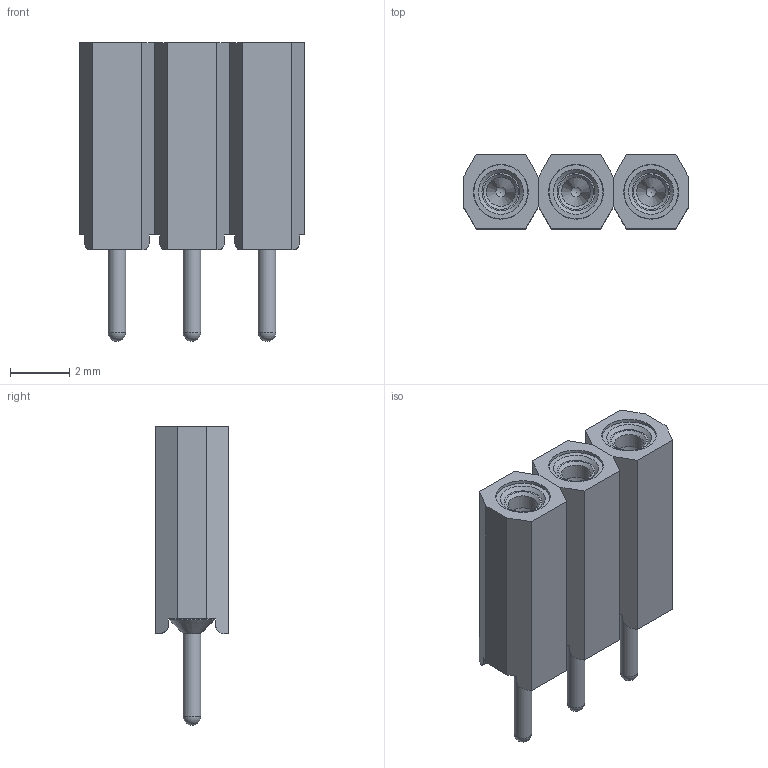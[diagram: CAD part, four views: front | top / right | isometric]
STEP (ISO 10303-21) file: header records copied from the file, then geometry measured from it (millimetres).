
FILE_DESCRIPTION(/* description */ (''),/* implementation_level */ '2;1');
FILE_NAME(/* name */ 'BL53.stp',/* time_stamp */ '2024-03-28T14:49:37+01:00',/* author */ ('t.dahlhaus'),/* organization */ (''),/* preprocessor_version */ 'ST-DEVELOPER v20',/* originating_system */ 'Autodesk Inventor 2024',/* authorisation */ '');
FILE_SCHEMA (('AUTOMOTIVE_DESIGN { 1 0 10303 214 3 1 1 }'));
Length unit declared in the file: millimetre
Products named in the file (6): _BL5STEP; BL5; 001021905; F1600S1420F005B; F1600S1420F003B; F1600S1420F001B
Assembly tree (9 placements, depth 4):
  _BL5STEP
    BL5
      001021905  x3
      F1600S1420F005B  x3
        F1600S1420F003B
        F1600S1420F001B
Bounding box: 7.62 x 2.5 x 10.1 mm (x, y, z)
Volume: 95.4 mm3; surface area: 543.4 mm2
Topology: 9 solids, 9 shells, 117 faces, 252 edges, 159 vertices
Faces by surface type: plane 60, cylinder 33, cone 21, sphere 3
Full cylindrical faces by diameter (mm): 0.6 x3, 0.98 x3, 1.28 x6, 1.54 x3, 1.55 x3, 1.57 x3, 1.83 x3, 1.85 x3
Entity records: 1331 total; most frequent: DIRECTION 220, CARTESIAN_POINT 190, ORIENTED_EDGE 164, AXIS2_PLACEMENT_3D 83, EDGE_CURVE 82, LINE 54, VECTOR 54, VERTEX_POINT 53
